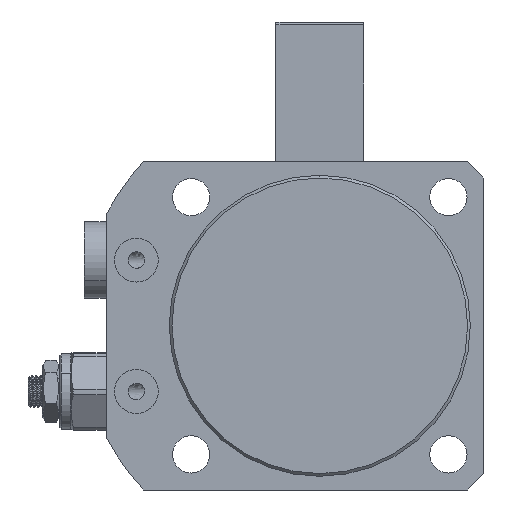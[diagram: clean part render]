
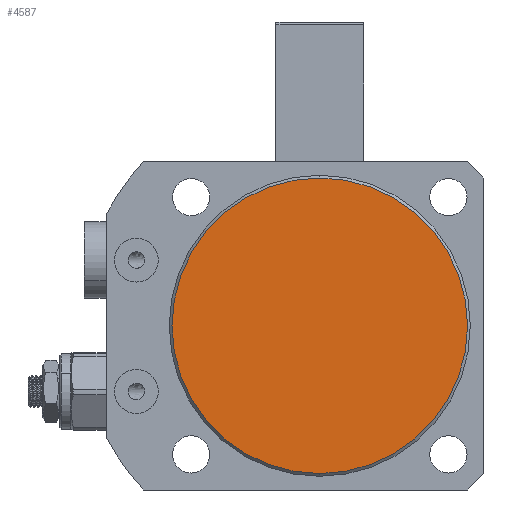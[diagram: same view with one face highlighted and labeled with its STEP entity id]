
A CAD part, front view. The second image highlights one B-rep face of the part: STEP entity #4587.
In plain terms, the highlighted planar face has unit normal (0, -1, 0).
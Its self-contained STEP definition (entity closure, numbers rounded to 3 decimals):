
#993 = EDGE_CURVE ( 'NONE', #4885, #3367, #16360, .T. ) ;
#1950 = AXIS2_PLACEMENT_3D ( 'NONE', #11355, #11333, #11273 ) ;
#3367 = VERTEX_POINT ( 'NONE', #12581 ) ;
#3914 = CARTESIAN_POINT ( 'NONE',  ( 0., 0., 0. ) ) ;
#4587 = ADVANCED_FACE ( 'NONE', ( #9315 ), #15651, .T. ) ;
#4885 = VERTEX_POINT ( 'NONE', #15460 ) ;
#5191 = DIRECTION ( 'NONE',  ( 0., -1., 0. ) ) ;
#5246 = DIRECTION ( 'NONE',  ( 0., 0., -1. ) ) ;
#5424 = EDGE_LOOP ( 'NONE', ( #17944, #11036 ) ) ;
#8118 = EDGE_CURVE ( 'NONE', #3367, #4885, #11821, .T. ) ;
#9315 = FACE_OUTER_BOUND ( 'NONE', #5424, .T. ) ;
#11036 = ORIENTED_EDGE ( 'NONE', *, *, #8118, .T. ) ;
#11273 = DIRECTION ( 'NONE',  ( 0., 0., -1. ) ) ;
#11333 = DIRECTION ( 'NONE',  ( 0., -1., 0. ) ) ;
#11355 = CARTESIAN_POINT ( 'NONE',  ( 0., 0., 0. ) ) ;
#11821 = CIRCLE ( 'NONE', #1950, 27. ) ;
#12581 = CARTESIAN_POINT ( 'NONE',  ( 0., 0., -27. ) ) ;
#12603 = AXIS2_PLACEMENT_3D ( 'NONE', #14720, #14297, #14242 ) ;
#14041 = AXIS2_PLACEMENT_3D ( 'NONE', #3914, #5191, #5246 ) ;
#14242 = DIRECTION ( 'NONE',  ( 0., 0., -1. ) ) ;
#14297 = DIRECTION ( 'NONE',  ( 0., -1., 0. ) ) ;
#14720 = CARTESIAN_POINT ( 'NONE',  ( 22., 0., 0. ) ) ;
#15460 = CARTESIAN_POINT ( 'NONE',  ( 0., 0., 27. ) ) ;
#15651 = PLANE ( 'NONE',  #12603 ) ;
#16360 = CIRCLE ( 'NONE', #14041, 27. ) ;
#17944 = ORIENTED_EDGE ( 'NONE', *, *, #993, .T. ) ;
